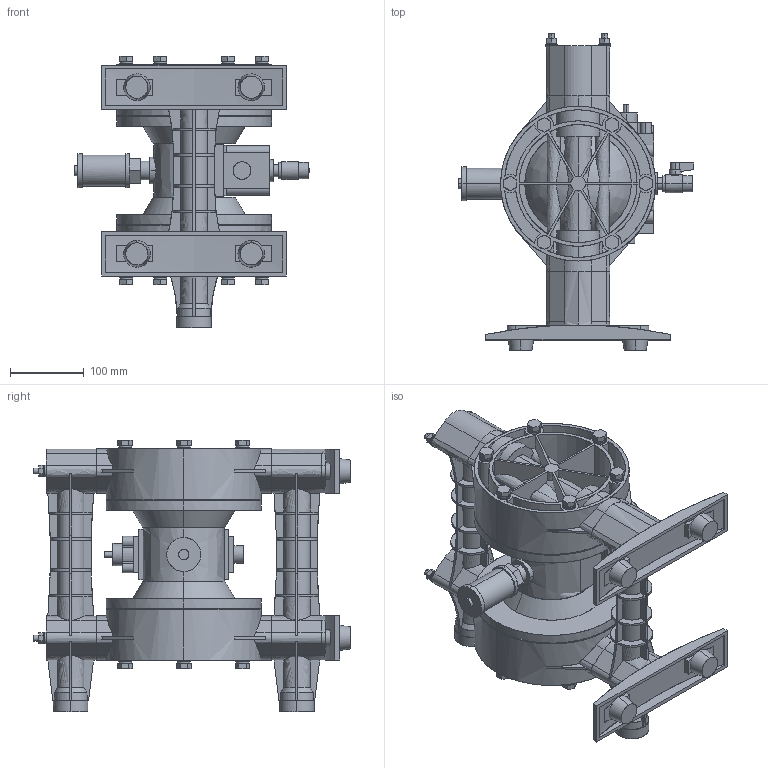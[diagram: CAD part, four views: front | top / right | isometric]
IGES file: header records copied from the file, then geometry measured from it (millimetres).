
Start section: SolidWorks IGES FILE using NURB representation for surfaces
Global section: file name: NDP-25 BP仩 NPT YA.IGS; native system: SolidWorks 2004 by SolidWorks Corporation; preprocessor: Version 5.3; author: user; date: 050818.153932; units: millimetre
Bounding box: 319.32 x 429.3 x 367.8 mm (x, y, z)
Surface area: 955418.4 mm2 (no closed solid volume)
Topology: 0 solids, 0 shells, 1264 faces, 21866 edges, 21862 vertices
Faces by surface type: bspline 1264
